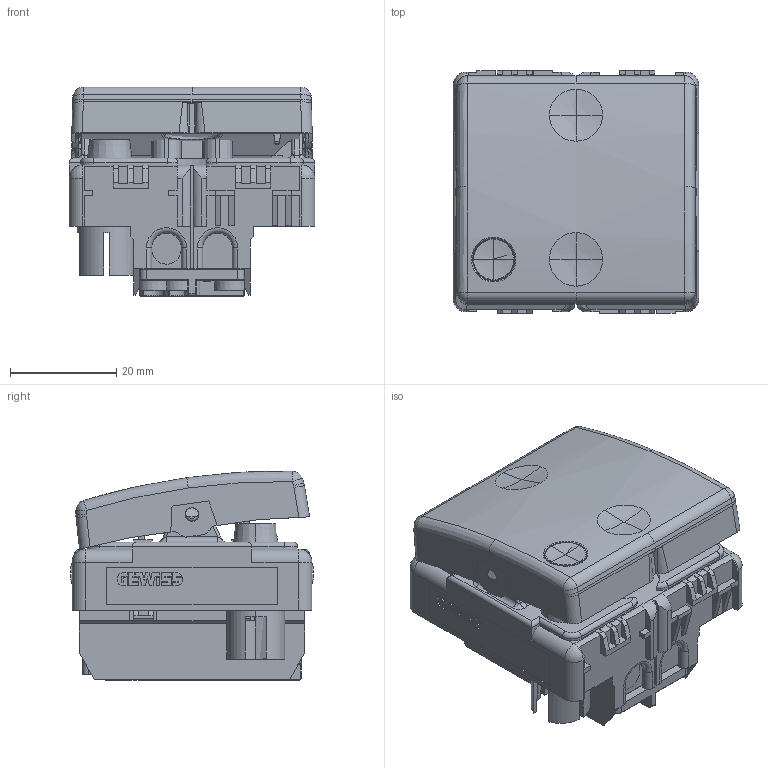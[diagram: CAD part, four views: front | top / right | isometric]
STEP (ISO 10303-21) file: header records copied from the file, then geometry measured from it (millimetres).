
FILE_DESCRIPTION(('CATIA V5 STEP Exchange','CAx-IF Rec.Pracs.--- Model Styling and Organization---1.4--- 2014-01-23'),'2;1');
FILE_NAME('GW20589 - APPARECCHIO DI COMANDO ILLUMINABILE 2M DEVIATORE 1P-16 AX SYS.stp','2019-11-28T14:59:17+00:00',('none'),('none'),'CATIA Version 5-6 Release 2016 SP4','CATIA V5 STEP AP214','none');
FILE_SCHEMA(('AUTOMOTIVE_DESIGN { 1 0 10303 214 1 1 1 1 }'));
Products named in the file (6): Product2; ZOCCOLO INTERRUTTORE ECO-SYS.3P st.20PI0233; AS.TASTO 2M+GEMMA SYS WH; TASTO APPARECCHI DI COMANDO 2 MODULI SYSTEM WHITE; GEMMA SYSTEM; custodia app_comando 2m gemma lat system white
Assembly tree (5 placements, depth 3):
  Product2
    ZOCCOLO INTERRUTTORE ECO-SYS.3P st.20PI0233
    AS.TASTO 2M+GEMMA SYS WH
      TASTO APPARECCHI DI COMANDO 2 MODULI SYSTEM WHITE
      GEMMA SYSTEM
    custodia app_comando 2m gemma lat system white
Bounding box: 46.2 x 45.6 x 39.47 mm (x, y, z)
Volume: 54448 mm3; surface area: 36586.2 mm2
Topology: 6 solids, 6 shells, 2417 faces, 6811 edges, 4324 vertices
Faces by surface type: plane 1514, cylinder 390, bspline 217, torus 110, cone 100, sphere 82, extrusion 4
Entity records: 85973 total; most frequent: CARTESIAN_POINT 30336, ORIENTED_EDGE 13430, DIRECTION 8344, EDGE_CURVE 6715, VERTEX_POINT 4324, VECTOR 4199, LINE 4195, AXIS2_PLACEMENT_3D 2507
